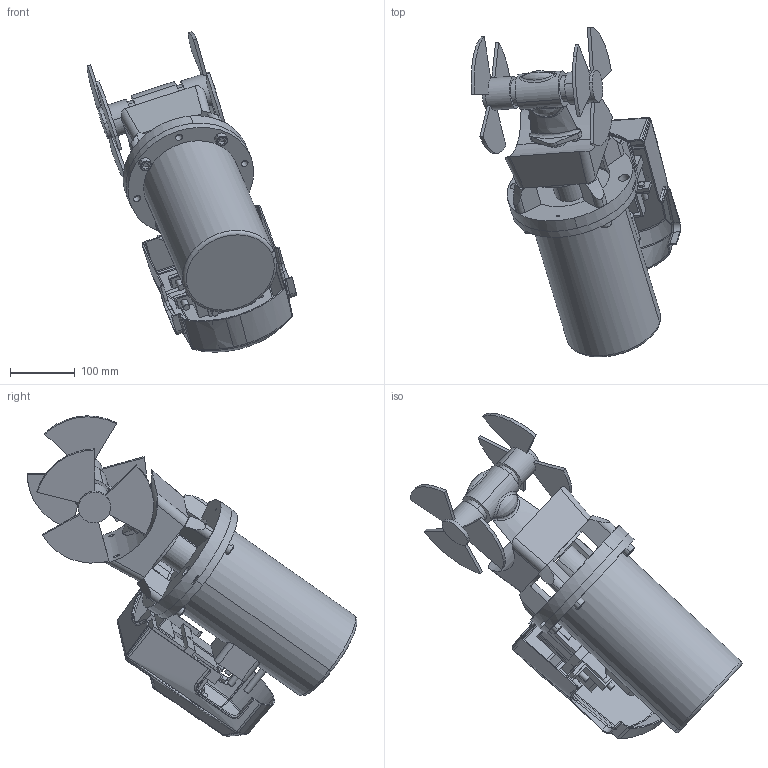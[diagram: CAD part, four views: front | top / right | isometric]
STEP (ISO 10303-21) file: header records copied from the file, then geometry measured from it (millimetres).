
FILE_DESCRIPTION(('CATIA V5 STEP Exchange'),'2;1');
FILE_NAME('CT100-125.stp','2014-11-20T08:58:53+00:00',('none'),('none'),'CATIA Version 5 Release 21 GA (IN-10)','CATIA V5 STEP AP203','none');
FILE_SCHEMA(('CONFIG_CONTROL_DESIGN'));
Length unit declared in the file: millimetre
Products named in the file (1): CT100-125
Bounding box: 323.84 x 509.22 x 494.72 mm (x, y, z)
Volume: 7937190.5 mm3; surface area: 733838.5 mm2
Topology: 3 solids, 7 shells, 867 faces, 2383 edges, 1576 vertices
Faces by surface type: plane 454, cylinder 207, bspline 171, torus 15, cone 14, revolution 6
Entity records: 38908 total; most frequent: CARTESIAN_POINT 19498, ORIENTED_EDGE 4742, DIRECTION 2781, EDGE_CURVE 2371, VERTEX_POINT 1576, VECTOR 1244, LINE 1244, AXIS2_PLACEMENT_3D 970
